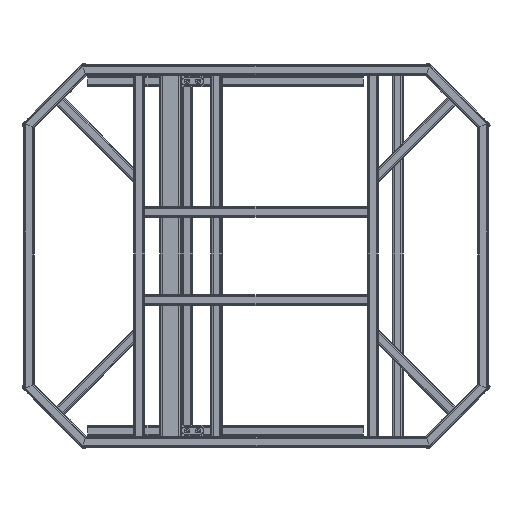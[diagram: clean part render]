
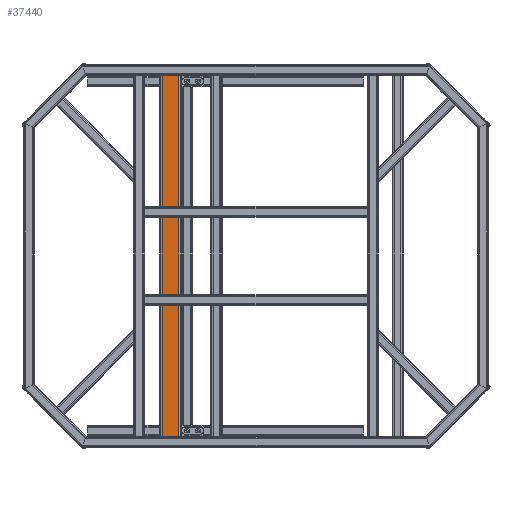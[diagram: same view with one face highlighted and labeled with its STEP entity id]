
A CAD part, front view. The second image highlights one B-rep face of the part: STEP entity #37440.
In plain terms, the highlighted planar face has unit normal (0, -1, 0).
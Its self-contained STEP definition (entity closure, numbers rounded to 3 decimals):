
#4412 = VECTOR ( 'NONE', #18985, 1000. ) ;
#4475 = LINE ( 'NONE', #16291, #4412 ) ;
#4801 = EDGE_LOOP ( 'NONE', ( #22599, #16476, #15418, #36954 ) ) ;
#5355 = VERTEX_POINT ( 'NONE', #12900 ) ;
#5485 = VECTOR ( 'NONE', #25200, 1000. ) ;
#6337 = PLANE ( 'NONE',  #33738 ) ;
#6521 = CARTESIAN_POINT ( 'NONE',  ( -269.8, 200., 327. ) ) ;
#7066 = CARTESIAN_POINT ( 'NONE',  ( -269.8, 200., 327. ) ) ;
#7369 = CARTESIAN_POINT ( 'NONE',  ( -269.8, 200., 327. ) ) ;
#8306 = CARTESIAN_POINT ( 'NONE',  ( -269.8, 200., 327. ) ) ;
#9780 = EDGE_CURVE ( 'NONE', #26393, #5355, #4475, .T. ) ;
#10357 = CARTESIAN_POINT ( 'NONE',  ( -240.2, 200., 327. ) ) ;
#11321 = VECTOR ( 'NONE', #12678, 1000. ) ;
#11563 = CARTESIAN_POINT ( 'NONE',  ( -269.8, 200., -327. ) ) ;
#12678 = DIRECTION ( 'NONE',  ( 0., 0., -1. ) ) ;
#12900 = CARTESIAN_POINT ( 'NONE',  ( -240.2, 200., -327. ) ) ;
#13388 = EDGE_CURVE ( 'NONE', #34675, #26393, #33226, .T. ) ;
#13662 = DIRECTION ( 'NONE',  ( 0., 0., -1. ) ) ;
#15395 = EDGE_CURVE ( 'NONE', #34675, #18039, #28694, .T. ) ;
#15418 = ORIENTED_EDGE ( 'NONE', *, *, #15395, .F. ) ;
#16291 = CARTESIAN_POINT ( 'NONE',  ( -269.8, 200., -327. ) ) ;
#16476 = ORIENTED_EDGE ( 'NONE', *, *, #28280, .F. ) ;
#18039 = VERTEX_POINT ( 'NONE', #29579 ) ;
#18985 = DIRECTION ( 'NONE',  ( 1., 0., 0. ) ) ;
#21431 = DIRECTION ( 'NONE',  ( 0., 1., 0. ) ) ;
#22599 = ORIENTED_EDGE ( 'NONE', *, *, #9780, .T. ) ;
#25112 = LINE ( 'NONE', #10357, #26095 ) ;
#25200 = DIRECTION ( 'NONE',  ( 1., 0., 0. ) ) ;
#26095 = VECTOR ( 'NONE', #13662, 1000. ) ;
#26393 = VERTEX_POINT ( 'NONE', #11563 ) ;
#26679 = FACE_OUTER_BOUND ( 'NONE', #4801, .T. ) ;
#28280 = EDGE_CURVE ( 'NONE', #18039, #5355, #25112, .T. ) ;
#28694 = LINE ( 'NONE', #8306, #5485 ) ;
#29579 = CARTESIAN_POINT ( 'NONE',  ( -240.2, 200., 327. ) ) ;
#29582 = DIRECTION ( 'NONE',  ( 0., 0., 1. ) ) ;
#33226 = LINE ( 'NONE', #7066, #11321 ) ;
#33738 = AXIS2_PLACEMENT_3D ( 'NONE', #6521, #21431, #29582 ) ;
#34675 = VERTEX_POINT ( 'NONE', #7369 ) ;
#36954 = ORIENTED_EDGE ( 'NONE', *, *, #13388, .T. ) ;
#37440 = ADVANCED_FACE ( 'NONE', ( #26679 ), #6337, .F. ) ;
